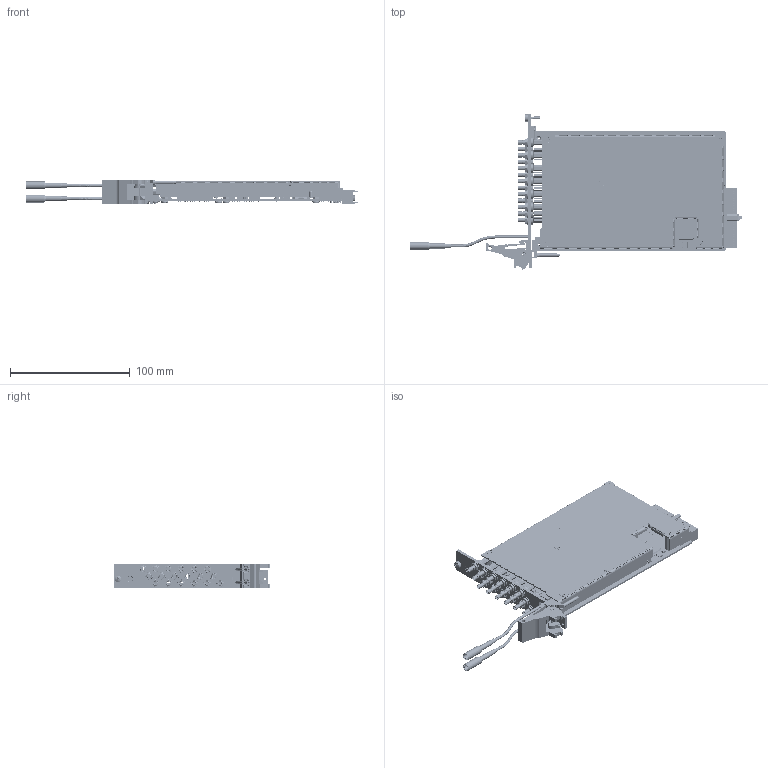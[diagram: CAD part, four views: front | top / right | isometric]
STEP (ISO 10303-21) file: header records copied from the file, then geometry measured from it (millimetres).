
FILE_DESCRIPTION (( 'STEP AP214' ), '1' );
FILE_NAME ('40-728-751-L PXI 16x2 RF Matrix 75 Ohm SMB with Y Loop Thru.STEP', '2013-09-05T10:12:18', ( 'admin' ), ( '' ), 'SwSTEP 2.0', 'SolidWorks 2012', '' );
FILE_SCHEMA (( 'AUTOMOTIVE_DESIGN' ));
Length unit declared in the file: millimetre
Products named in the file (1): 40-728-751-L PXI 16x2 RF Matrix 75 Ohm SMB with Y Loop Thru
Bounding box: 277.26 x 129.66 x 20 mm (x, y, z)
Surface area: 118791.1 mm2 (no closed solid volume)
Topology: 0 solids, 1214 shells, 5042 faces, 17725 edges, 13248 vertices
Faces by surface type: plane 2494, cylinder 2184, cone 131, bspline 105, torus 96, sphere 32
Full cylindrical faces by diameter (mm): 0.278 x1, 0.299 x18, 0.3 x1, 0.4 x1, 0.5 x630, 0.6 x110, 0.8 x6, 0.899 x91, 0.902 x1, 0.903 x12, 0.905 x13, 0.937 x25, 0.948 x70, 0.984 x22, 0.996 x4, 1.016 x178, 1.04 x2, 1.047 x202, 1.3 x18, 1.496 x2, 1.524 x6, 1.8 x10, 2 x4, 2.05 x2, 2.4 x7, 2.5 x4, 2.7 x1, 2.75 x2, 2.8 x1, 3 x21
Entity records: 243712 total; most frequent: CARTESIAN_POINT 46457, DIRECTION 29707, ORIENTED_EDGE 21425, EDGE_CURVE 15152, VERTEX_POINT 12450, AXIS2_PLACEMENT_3D 10498, VECTOR 8711, LINE 8711
